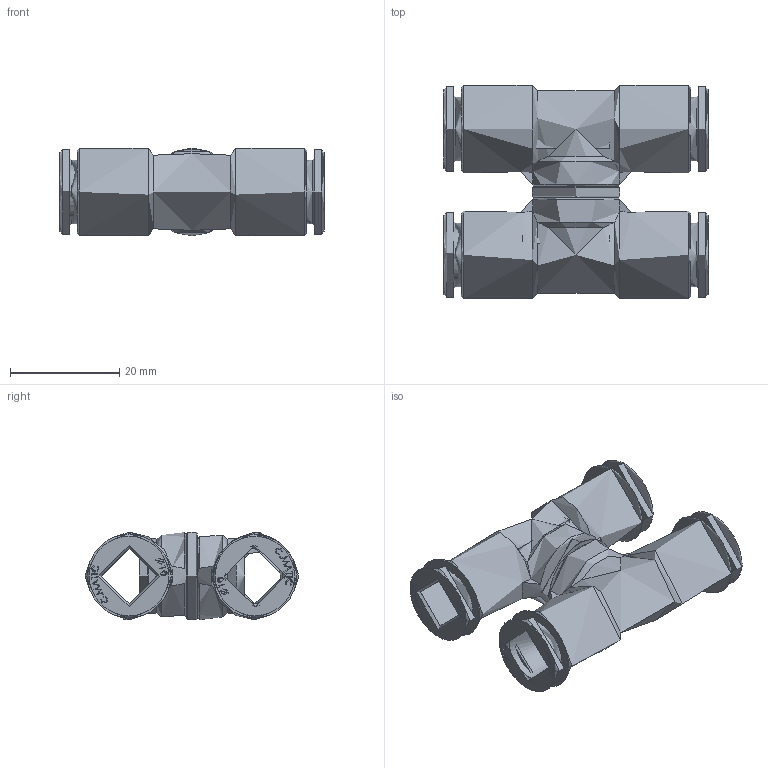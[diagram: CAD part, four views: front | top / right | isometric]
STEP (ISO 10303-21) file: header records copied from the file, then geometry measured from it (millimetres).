
FILE_DESCRIPTION(( 'RT.46.10.10.stp' ), '1');
FILE_NAME( 'RT.46.10.10.stp', '2019-06-19T14:14:32',( 'Sopra'),('sopra-pneumatic.com'), 'SwSTEP 2.0','SolidWorks 2009','' );
FILE_SCHEMA( ( 'CONFIG_CONTROL_DESIGN' ) );
Length unit declared in the file: millimetre
Products named in the file (1): NONE
Bounding box: 48.5 x 39 x 16 mm (x, y, z)
Topology: 0 solids, 4 shells, 571 faces, 1480 edges, 992 vertices
Faces by surface type: plane 330, bspline 172, cylinder 37, cone 32
Full cylindrical faces by diameter (mm): 8.5 x1, 10.15 x3, 10.5 x2, 11.5 x1, 11.62 x4, 15.5 x4, 16 x5
Entity records: 33912 total; most frequent: CARTESIAN_POINT 21351, ORIENTED_EDGE 2862, DIRECTION 1905, EDGE_CURVE 1431, VERTEX_POINT 980, LINE 897, VECTOR 897, EDGE_LOOP 695
